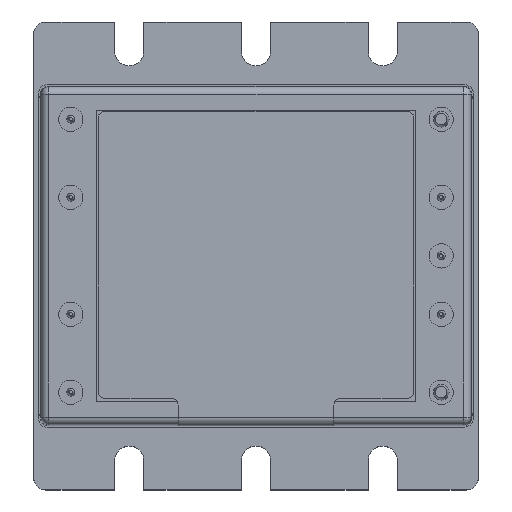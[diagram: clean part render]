
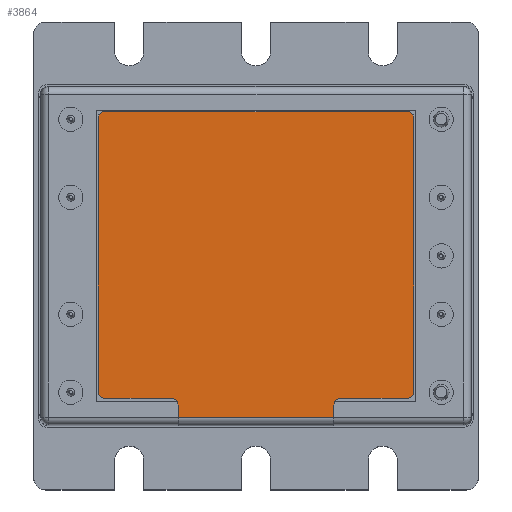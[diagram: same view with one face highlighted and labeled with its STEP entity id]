
A CAD part, top view. The second image highlights one B-rep face of the part: STEP entity #3864.
In plain terms, the highlighted planar face has unit normal (0, 0, 1).
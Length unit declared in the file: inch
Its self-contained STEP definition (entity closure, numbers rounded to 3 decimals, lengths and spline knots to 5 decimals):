
#472 = LINE ( 'NONE', #603, #602 ) ;
#535 = AXIS2_PLACEMENT_3D ( 'NONE', #552, #581, #580 ) ;
#536 = CARTESIAN_POINT ( 'NONE',  ( 0.82862, 0.73913, 0.19465 ) ) ;
#552 = CARTESIAN_POINT ( 'NONE',  ( -0.41638, -0.73087, 0.19465 ) ) ;
#580 = DIRECTION ( 'NONE',  ( 1., 0., 0. ) ) ;
#581 = DIRECTION ( 'NONE',  ( 0., 0., -1. ) ) ;
#600 = CIRCLE ( 'NONE', #535, 0.035 ) ;
#601 = DIRECTION ( 'NONE',  ( -1., 0., 0. ) ) ;
#602 = VECTOR ( 'NONE', #601, 39.37008 ) ;
#603 = CARTESIAN_POINT ( 'NONE',  ( -0.75638, 0.77413, 0.19465 ) ) ;
#774 = DIRECTION ( 'NONE',  ( -1., 0., 0. ) ) ;
#775 = DIRECTION ( 'NONE',  ( 0., 0., 1. ) ) ;
#776 = AXIS2_PLACEMENT_3D ( 'NONE', #832, #775, #774 ) ;
#783 = CIRCLE ( 'NONE', #776, 0.035 ) ;
#832 = CARTESIAN_POINT ( 'NONE',  ( 0.79362, 0.73913, 0.19465 ) ) ;
#1066 = DIRECTION ( 'NONE',  ( 0., 1., 0. ) ) ;
#1067 = CARTESIAN_POINT ( 'NONE',  ( 0.79362, 0.77413, 0.19465 ) ) ;
#1068 = DIRECTION ( 'NONE',  ( 0., -1., 0. ) ) ;
#1069 = VECTOR ( 'NONE', #1068, 39.37008 ) ;
#1070 = CARTESIAN_POINT ( 'NONE',  ( -0.38138, -0.73087, 0.19465 ) ) ;
#1073 = LINE ( 'NONE', #1070, #1069 ) ;
#1077 = CARTESIAN_POINT ( 'NONE',  ( 0.41862, -1.06087, 0.19465 ) ) ;
#1080 = CARTESIAN_POINT ( 'NONE',  ( -0.79138, -0.66087, 0.19465 ) ) ;
#1088 = CARTESIAN_POINT ( 'NONE',  ( -0.75638, -0.69587, 0.19465 ) ) ;
#1095 = CARTESIAN_POINT ( 'NONE',  ( -0.38138, -0.79249, 0.19465 ) ) ;
#1112 = DIRECTION ( 'NONE',  ( 0., -1., 0. ) ) ;
#1113 = VECTOR ( 'NONE', #1112, 39.37008 ) ;
#1144 = CARTESIAN_POINT ( 'NONE',  ( -0.79138, -0.66087, 0.19465 ) ) ;
#1145 = LINE ( 'NONE', #1144, #1113 ) ;
#1150 = CARTESIAN_POINT ( 'NONE',  ( -0.75638, 0.77413, 0.19465 ) ) ;
#1151 = CARTESIAN_POINT ( 'NONE',  ( -0.79138, 0.73913, 0.19465 ) ) ;
#1230 = CARTESIAN_POINT ( 'NONE',  ( -0.41638, -0.69587, 0.19465 ) ) ;
#1253 = DIRECTION ( 'NONE',  ( 1., 0., 0. ) ) ;
#1254 = DIRECTION ( 'NONE',  ( 0., 0., 1. ) ) ;
#1255 = CARTESIAN_POINT ( 'NONE',  ( 0.79362, -0.66087, 0.19465 ) ) ;
#1256 = AXIS2_PLACEMENT_3D ( 'NONE', #1255, #1254, #1253 ) ;
#1257 = CIRCLE ( 'NONE', #1256, 0.035 ) ;
#1260 = DIRECTION ( 'NONE',  ( 1., 0., 0. ) ) ;
#1261 = VECTOR ( 'NONE', #1260, 39.37008 ) ;
#1262 = CARTESIAN_POINT ( 'NONE',  ( 0.45362, -0.69587, 0.19465 ) ) ;
#1263 = LINE ( 'NONE', #1262, #1261 ) ;
#1264 = VECTOR ( 'NONE', #1066, 39.37008 ) ;
#1266 = CARTESIAN_POINT ( 'NONE',  ( 0.45362, -0.69587, 0.19465 ) ) ;
#1267 = LINE ( 'NONE', #1077, #1264 ) ;
#1271 = CARTESIAN_POINT ( 'NONE',  ( -0.38138, -0.73087, 0.19465 ) ) ;
#1320 = DIRECTION ( 'NONE',  ( 1., 0., 0. ) ) ;
#1321 = DIRECTION ( 'NONE',  ( 0., 0., 1. ) ) ;
#1322 = CARTESIAN_POINT ( 'NONE',  ( 0.79362, -0.66087, 0.19465 ) ) ;
#1325 = VECTOR ( 'NONE', #1408, 39.37008 ) ;
#1341 = AXIS2_PLACEMENT_3D ( 'NONE', #1322, #1321, #1320 ) ;
#1342 = CARTESIAN_POINT ( 'NONE',  ( 0.79362, -0.69587, 0.19465 ) ) ;
#1343 = DIRECTION ( 'NONE',  ( -1., 0., 0. ) ) ;
#1344 = VECTOR ( 'NONE', #1343, 39.37008 ) ;
#1345 = CARTESIAN_POINT ( 'NONE',  ( 0.79362, -0.79249, 0.19465 ) ) ;
#1346 = LINE ( 'NONE', #1345, #1344 ) ;
#1348 = CIRCLE ( 'NONE', #1461, 0.035 ) ;
#1349 = FACE_OUTER_BOUND ( 'NONE', #3854, .T. ) ;
#1354 = CARTESIAN_POINT ( 'NONE',  ( 0.45362, -0.73087, 0.19465 ) ) ;
#1408 = DIRECTION ( 'NONE',  ( 1., 0., 0. ) ) ;
#1412 = CARTESIAN_POINT ( 'NONE',  ( -0.75638, -0.69587, 0.19465 ) ) ;
#1413 = LINE ( 'NONE', #1412, #1325 ) ;
#1420 = CARTESIAN_POINT ( 'NONE',  ( -0.75638, 0.73913, 0.19465 ) ) ;
#1432 = DIRECTION ( 'NONE',  ( -1., 0., 0. ) ) ;
#1433 = DIRECTION ( 'NONE',  ( 0., 0., 1. ) ) ;
#1434 = AXIS2_PLACEMENT_3D ( 'NONE', #1420, #1433, #1432 ) ;
#1435 = CIRCLE ( 'NONE', #1434, 0.035 ) ;
#1450 = DIRECTION ( 'NONE',  ( 0., 1., 0. ) ) ;
#1451 = VECTOR ( 'NONE', #1450, 39.37008 ) ;
#1452 = CARTESIAN_POINT ( 'NONE',  ( 0.82862, -0.66087, 0.19465 ) ) ;
#1453 = LINE ( 'NONE', #1452, #1451 ) ;
#1454 = PLANE ( 'NONE',  #1341 ) ;
#1457 = CARTESIAN_POINT ( 'NONE',  ( 0.82862, -0.66087, 0.19465 ) ) ;
#1459 = DIRECTION ( 'NONE',  ( -1., 0., 0. ) ) ;
#1460 = DIRECTION ( 'NONE',  ( 0., 0., -1. ) ) ;
#1461 = AXIS2_PLACEMENT_3D ( 'NONE', #1354, #1460, #1459 ) ;
#1465 = CARTESIAN_POINT ( 'NONE',  ( 0.41862, -0.73087, 0.19465 ) ) ;
#1471 = CARTESIAN_POINT ( 'NONE',  ( 0.41862, -0.79249, 0.19465 ) ) ;
#1494 = CARTESIAN_POINT ( 'NONE',  ( -0.75638, -0.66087, 0.19465 ) ) ;
#1565 = AXIS2_PLACEMENT_3D ( 'NONE', #1494, #1612, #1611 ) ;
#1596 = CIRCLE ( 'NONE', #1565, 0.035 ) ;
#1611 = DIRECTION ( 'NONE',  ( -1., 0., 0. ) ) ;
#1612 = DIRECTION ( 'NONE',  ( 0., 0., 1. ) ) ;
#3683 = EDGE_CURVE ( 'NONE', #3786, #3752, #472, .T. ) ;
#3689 = VERTEX_POINT ( 'NONE', #536 ) ;
#3694 = EDGE_CURVE ( 'NONE', #3772, #3783, #600, .T. ) ;
#3732 = EDGE_CURVE ( 'NONE', #3689, #3786, #783, .T. ) ;
#3734 = ORIENTED_EDGE ( 'NONE', *, *, #3850, .F. ) ;
#3752 = VERTEX_POINT ( 'NONE', #1150 ) ;
#3754 = VERTEX_POINT ( 'NONE', #1151 ) ;
#3756 = EDGE_CURVE ( 'NONE', #3754, #3767, #1145, .T. ) ;
#3767 = VERTEX_POINT ( 'NONE', #1080 ) ;
#3769 = VERTEX_POINT ( 'NONE', #1088 ) ;
#3771 = VERTEX_POINT ( 'NONE', #1095 ) ;
#3772 = VERTEX_POINT ( 'NONE', #1230 ) ;
#3779 = EDGE_CURVE ( 'NONE', #3783, #3771, #1073, .T. ) ;
#3783 = VERTEX_POINT ( 'NONE', #1271 ) ;
#3786 = VERTEX_POINT ( 'NONE', #1067 ) ;
#3788 = ORIENTED_EDGE ( 'NONE', *, *, #3756, .T. ) ;
#3789 = ORIENTED_EDGE ( 'NONE', *, *, #3732, .T. ) ;
#3790 = ORIENTED_EDGE ( 'NONE', *, *, #3840, .T. ) ;
#3791 = ORIENTED_EDGE ( 'NONE', *, *, #3683, .T. ) ;
#3793 = VERTEX_POINT ( 'NONE', #1266 ) ;
#3794 = EDGE_CURVE ( 'NONE', #3855, #3860, #1267, .T. ) ;
#3795 = EDGE_CURVE ( 'NONE', #3793, #3857, #1263, .T. ) ;
#3796 = ORIENTED_EDGE ( 'NONE', *, *, #3797, .T. ) ;
#3797 = EDGE_CURVE ( 'NONE', #3857, #3866, #1257, .T. ) ;
#3798 = ORIENTED_EDGE ( 'NONE', *, *, #3861, .T. ) ;
#3840 = EDGE_CURVE ( 'NONE', #3752, #3754, #1435, .T. ) ;
#3850 = EDGE_CURVE ( 'NONE', #3855, #3771, #1346, .T. ) ;
#3854 = EDGE_LOOP ( 'NONE', ( #3734, #3859, #3798, #3858, #3796, #3901, #3789, #3791, #3790, #3788, #3900, #3895, #3899, #3896 ) ) ;
#3855 = VERTEX_POINT ( 'NONE', #1471 ) ;
#3857 = VERTEX_POINT ( 'NONE', #1342 ) ;
#3858 = ORIENTED_EDGE ( 'NONE', *, *, #3795, .T. ) ;
#3859 = ORIENTED_EDGE ( 'NONE', *, *, #3794, .T. ) ;
#3860 = VERTEX_POINT ( 'NONE', #1465 ) ;
#3861 = EDGE_CURVE ( 'NONE', #3860, #3793, #1348, .T. ) ;
#3863 = EDGE_CURVE ( 'NONE', #3866, #3689, #1453, .T. ) ;
#3864 = ADVANCED_FACE ( 'NONE', ( #1349 ), #1454, .T. ) ;
#3866 = VERTEX_POINT ( 'NONE', #1457 ) ;
#3872 = EDGE_CURVE ( 'NONE', #3769, #3772, #1413, .T. ) ;
#3895 = ORIENTED_EDGE ( 'NONE', *, *, #3872, .T. ) ;
#3896 = ORIENTED_EDGE ( 'NONE', *, *, #3779, .T. ) ;
#3899 = ORIENTED_EDGE ( 'NONE', *, *, #3694, .T. ) ;
#3900 = ORIENTED_EDGE ( 'NONE', *, *, #3905, .T. ) ;
#3901 = ORIENTED_EDGE ( 'NONE', *, *, #3863, .T. ) ;
#3905 = EDGE_CURVE ( 'NONE', #3767, #3769, #1596, .T. ) ;
